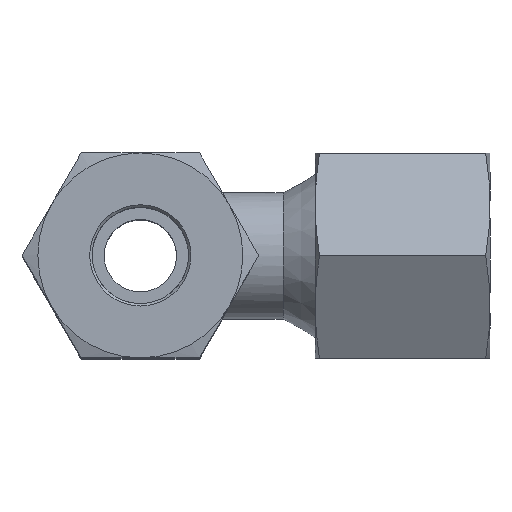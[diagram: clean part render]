
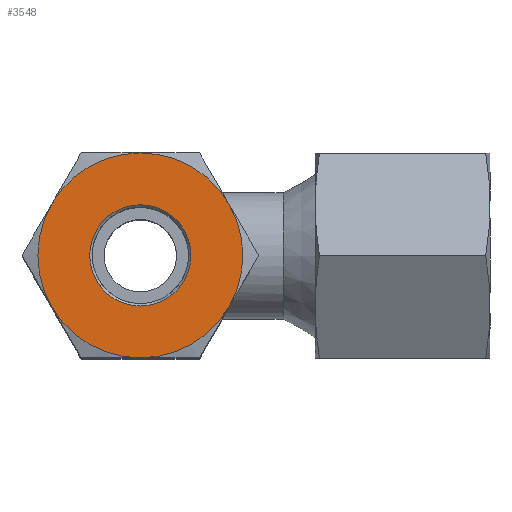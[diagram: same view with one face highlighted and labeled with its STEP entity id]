
A CAD part, top view. The second image highlights one B-rep face of the part: STEP entity #3548.
In plain terms, the highlighted planar face has unit normal (0, 0, 1).
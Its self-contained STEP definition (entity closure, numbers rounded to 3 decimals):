
#226=PLANE('',#3869);
#327=FACE_BOUND('',#1422,.T.);
#459=CIRCLE('',#3866,4.2);
#461=CIRCLE('',#3870,8.5);
#462=CIRCLE('',#3871,8.5);
#463=CIRCLE('',#3872,8.5);
#464=CIRCLE('',#3873,8.5);
#465=CIRCLE('',#3874,8.5);
#466=CIRCLE('',#3875,8.5);
#1138=FACE_OUTER_BOUND('',#1421,.T.);
#1421=EDGE_LOOP('',(#2868,#2869,#2870,#2871,#2872,#2873));
#1422=EDGE_LOOP('',(#2874));
#1809=VERTEX_POINT('',#5812);
#1812=VERTEX_POINT('',#5825);
#1814=VERTEX_POINT('',#5831);
#1815=VERTEX_POINT('',#5832);
#1816=VERTEX_POINT('',#5834);
#1817=VERTEX_POINT('',#5836);
#1818=VERTEX_POINT('',#5839);
#2204=EDGE_CURVE('',#1812,#1812,#459,.T.);
#2206=EDGE_CURVE('',#1814,#1815,#461,.T.);
#2207=EDGE_CURVE('',#1815,#1816,#462,.T.);
#2208=EDGE_CURVE('',#1816,#1817,#463,.T.);
#2209=EDGE_CURVE('',#1817,#1809,#464,.T.);
#2210=EDGE_CURVE('',#1809,#1818,#465,.T.);
#2211=EDGE_CURVE('',#1818,#1814,#466,.T.);
#2868=ORIENTED_EDGE('',*,*,#2206,.T.);
#2869=ORIENTED_EDGE('',*,*,#2207,.T.);
#2870=ORIENTED_EDGE('',*,*,#2208,.T.);
#2871=ORIENTED_EDGE('',*,*,#2209,.T.);
#2872=ORIENTED_EDGE('',*,*,#2210,.T.);
#2873=ORIENTED_EDGE('',*,*,#2211,.T.);
#2874=ORIENTED_EDGE('',*,*,#2204,.F.);
#3548=ADVANCED_FACE('',(#1138,#327),#226,.T.);
#3866=AXIS2_PLACEMENT_3D('',#5826,#4559,#4560);
#3869=AXIS2_PLACEMENT_3D('',#5830,#4565,#4566);
#3870=AXIS2_PLACEMENT_3D('',#5833,#4567,#4568);
#3871=AXIS2_PLACEMENT_3D('',#5835,#4569,#4570);
#3872=AXIS2_PLACEMENT_3D('',#5837,#4571,#4572);
#3873=AXIS2_PLACEMENT_3D('',#5838,#4573,#4574);
#3874=AXIS2_PLACEMENT_3D('',#5840,#4575,#4576);
#3875=AXIS2_PLACEMENT_3D('',#5841,#4577,#4578);
#4559=DIRECTION('center_axis',(0.,0.,1.));
#4560=DIRECTION('ref_axis',(-1.,0.,0.));
#4565=DIRECTION('center_axis',(0.,0.,1.));
#4566=DIRECTION('ref_axis',(-1.,0.,0.));
#4567=DIRECTION('center_axis',(0.,0.,1.));
#4568=DIRECTION('ref_axis',(0.,-1.,0.));
#4569=DIRECTION('center_axis',(0.,0.,1.));
#4570=DIRECTION('ref_axis',(0.,-1.,0.));
#4571=DIRECTION('center_axis',(0.,0.,1.));
#4572=DIRECTION('ref_axis',(0.,-1.,0.));
#4573=DIRECTION('center_axis',(0.,0.,1.));
#4574=DIRECTION('ref_axis',(0.,-1.,0.));
#4575=DIRECTION('center_axis',(0.,0.,1.));
#4576=DIRECTION('ref_axis',(0.,-1.,0.));
#4577=DIRECTION('center_axis',(0.,0.,1.));
#4578=DIRECTION('ref_axis',(0.,-1.,0.));
#5812=CARTESIAN_POINT('',(0.,-8.5,29.));
#5825=CARTESIAN_POINT('',(4.2,0.,29.));
#5826=CARTESIAN_POINT('Origin',(0.,0.,29.));
#5830=CARTESIAN_POINT('Origin',(0.,0.,29.));
#5831=CARTESIAN_POINT('',(7.361,4.25,29.));
#5832=CARTESIAN_POINT('',(0.,8.5,29.));
#5833=CARTESIAN_POINT('Origin',(0.,0.,29.));
#5834=CARTESIAN_POINT('',(-7.361,4.25,29.));
#5835=CARTESIAN_POINT('Origin',(0.,0.,29.));
#5836=CARTESIAN_POINT('',(-7.361,-4.25,29.));
#5837=CARTESIAN_POINT('Origin',(0.,0.,29.));
#5838=CARTESIAN_POINT('Origin',(0.,0.,29.));
#5839=CARTESIAN_POINT('',(7.361,-4.25,29.));
#5840=CARTESIAN_POINT('Origin',(0.,0.,29.));
#5841=CARTESIAN_POINT('Origin',(0.,0.,29.));
